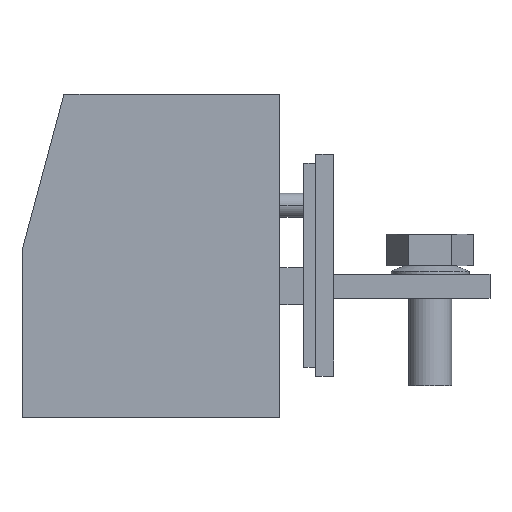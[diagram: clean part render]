
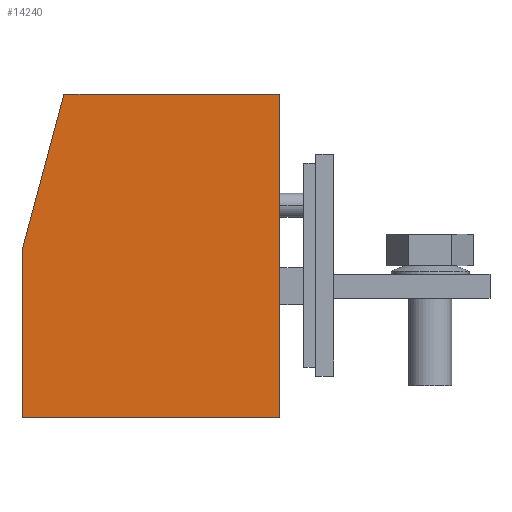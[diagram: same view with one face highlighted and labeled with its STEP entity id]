
A CAD part, top view. The second image highlights one B-rep face of the part: STEP entity #14240.
In plain terms, the highlighted planar face has unit normal (0, 0, 1).
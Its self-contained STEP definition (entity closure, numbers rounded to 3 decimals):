
#100=CARTESIAN_POINT('',(-337.193,802.835,18.8));
#110=VERTEX_POINT('',#100);
#160=CARTESIAN_POINT('',(-552.312,0.,18.8));
#170=DIRECTION('',(0.259,0.966,0.));
#180=VECTOR('',#170,1.);
#190=LINE('',#160,#180);
#200=CARTESIAN_POINT('',(-344.193,776.71,18.8));
#210=VERTEX_POINT('',#200);
#220=EDGE_CURVE('',#210,#110,#190,.T.);
#1270=CARTESIAN_POINT('',(-344.193,0.,18.8));
#1280=DIRECTION('',(0.,1.,0.));
#1290=VECTOR('',#1280,1.);
#1300=LINE('',#1270,#1290);
#1310=CARTESIAN_POINT('',(-344.193,748.835,18.8));
#1320=VERTEX_POINT('',#1310);
#1330=EDGE_CURVE('',#1320,#210,#1300,.T.);
#1970=CARTESIAN_POINT('',(0.,748.835,18.8));
#1980=DIRECTION('',(-1.,0.,0.));
#1990=VECTOR('',#1980,1.);
#2000=LINE('',#1970,#1990);
#2010=CARTESIAN_POINT('',(-301.193,748.835,18.8));
#2020=VERTEX_POINT('',#2010);
#2030=EDGE_CURVE('',#2020,#1320,#2000,.T.);
#2740=CARTESIAN_POINT('',(-301.193,0.,18.8));
#2750=DIRECTION('',(0.,-1.,0.));
#2760=VECTOR('',#2750,1.);
#2770=LINE('',#2740,#2760);
#2780=CARTESIAN_POINT('',(-301.193,802.835,18.8));
#2790=VERTEX_POINT('',#2780);
#2800=EDGE_CURVE('',#2790,#2020,#2770,.T.);
#13370=CARTESIAN_POINT('',(0.,802.835,18.8));
#13380=DIRECTION('',(1.,0.,0.));
#13390=VECTOR('',#13380,1.);
#13400=LINE('',#13370,#13390);
#13410=EDGE_CURVE('',#110,#2790,#13400,.T.);
#14120=CARTESIAN_POINT('',(0.,0.,18.8));
#14130=DIRECTION('',(0.,0.,1.));
#14140=DIRECTION('',(1.,0.,0.));
#14150=AXIS2_PLACEMENT_3D('',#14120,#14130,#14140);
#14160=PLANE('',#14150);
#14170=ORIENTED_EDGE('',*,*,#2030,.F.);
#14180=ORIENTED_EDGE('',*,*,#1330,.F.);
#14190=ORIENTED_EDGE('',*,*,#220,.F.);
#14200=ORIENTED_EDGE('',*,*,#13410,.F.);
#14210=ORIENTED_EDGE('',*,*,#2800,.F.);
#14220=EDGE_LOOP('',(#14210,#14200,#14190,#14180,#14170));
#14230=FACE_OUTER_BOUND('',#14220,.T.);
#14240=ADVANCED_FACE('',(#14230),#14160,.T.);
